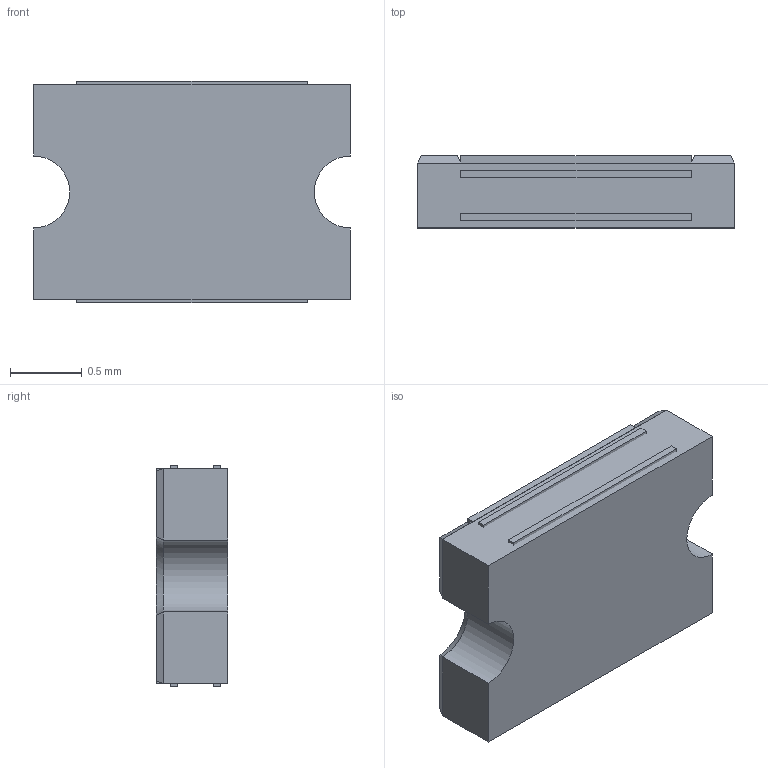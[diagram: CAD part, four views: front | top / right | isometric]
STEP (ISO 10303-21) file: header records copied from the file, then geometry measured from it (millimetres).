
FILE_DESCRIPTION(/* description */ (''),/* implementation_level */ '2;1');
FILE_NAME(/* name */ 'fuse_silicon_0805L v1.step',/* time_stamp */ '2020-02-18T14:36:24+11:00',/* author */ (''),/* organization */ (''),/* preprocessor_version */ 'ST-DEVELOPER v18',/* originating_system */ 'Autodesk Translation Framework v8.12.0.6',/* authorisation */ '');
FILE_SCHEMA (('AUTOMOTIVE_DESIGN { 1 0 10303 214 3 1 1 }'));
Length unit declared in the file: millimetre
Products named in the file (1): fuse_silicon_0805L
Bounding box: 2.2 x 0.5 x 1.54 mm (x, y, z)
Surface area: 27 mm2
Topology: 6 solids, 6 shells, 44 faces, 96 edges, 64 vertices
Faces by surface type: plane 40, cylinder 2, cone 2
Entity records: 1242 total; most frequent: CARTESIAN_POINT 213, ORIENTED_EDGE 192, DIRECTION 190, EDGE_CURVE 96, LINE 84, VECTOR 84, VERTEX_POINT 64, AXIS2_PLACEMENT_3D 53
